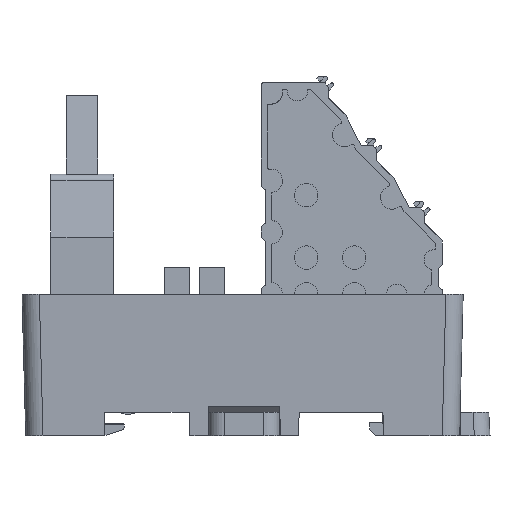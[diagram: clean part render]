
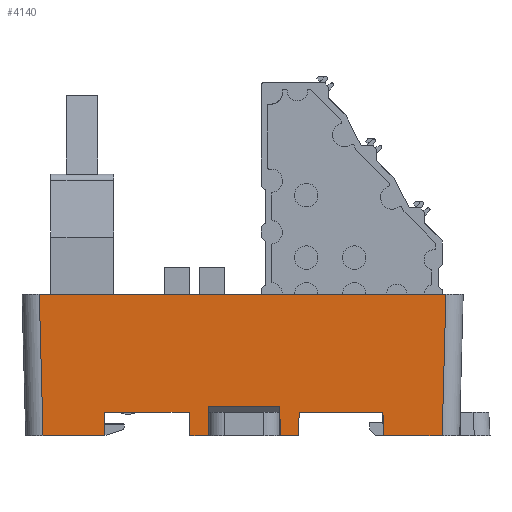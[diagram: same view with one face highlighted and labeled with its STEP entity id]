
A CAD part, left-side view. The second image highlights one B-rep face of the part: STEP entity #4140.
In plain terms, the highlighted planar face has unit normal (-1, 0, -0.026).
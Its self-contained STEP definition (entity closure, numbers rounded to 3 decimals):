
#2366=FACE_OUTER_BOUND('',#8345,.T.);
#4140=ADVANCED_FACE('',(#2366),#5968,.T.);
#5968=PLANE('',#37247);
#8345=EDGE_LOOP('',(#18470,#18471,#18472,#18473,#18474,#18475,#18476,#18477,
#18478,#18479,#18480,#18481,#18482,#18483,#18484,#18485));
#10410=LINE('',#49029,#14197);
#10450=LINE('',#49113,#14237);
#10586=LINE('',#49396,#14373);
#10594=LINE('',#49411,#14381);
#10602=LINE('',#49432,#14389);
#10625=LINE('',#49481,#14412);
#10645=LINE('',#49529,#14432);
#10652=LINE('',#49540,#14439);
#10653=LINE('',#49541,#14440);
#10654=LINE('',#49543,#14441);
#10655=LINE('',#49545,#14442);
#10656=LINE('',#49547,#14443);
#10657=LINE('',#49549,#14444);
#10658=LINE('',#49551,#14445);
#10659=LINE('',#49553,#14446);
#10660=LINE('',#49554,#14447);
#14197=VECTOR('',#39816,1.);
#14237=VECTOR('',#39860,1.);
#14373=VECTOR('',#40080,1.);
#14381=VECTOR('',#40092,1.);
#14389=VECTOR('',#40114,1.);
#14412=VECTOR('',#40151,1.);
#14432=VECTOR('',#40203,1.);
#14439=VECTOR('',#40218,1.);
#14440=VECTOR('',#40219,1.);
#14441=VECTOR('',#40220,1.);
#14442=VECTOR('',#40221,1.);
#14443=VECTOR('',#40222,1.);
#14444=VECTOR('',#40223,1.);
#14445=VECTOR('',#40224,1.);
#14446=VECTOR('',#40225,1.);
#14447=VECTOR('',#40226,1.);
#18470=ORIENTED_EDGE('',*,*,#31925,.T.);
#18471=ORIENTED_EDGE('',*,*,#31982,.T.);
#18472=ORIENTED_EDGE('',*,*,#31952,.T.);
#18473=ORIENTED_EDGE('',*,*,#31975,.F.);
#18474=ORIENTED_EDGE('',*,*,#31723,.T.);
#18475=ORIENTED_EDGE('',*,*,#31983,.F.);
#18476=ORIENTED_EDGE('',*,*,#31984,.F.);
#18477=ORIENTED_EDGE('',*,*,#31985,.T.);
#18478=ORIENTED_EDGE('',*,*,#31986,.F.);
#18479=ORIENTED_EDGE('',*,*,#31987,.T.);
#18480=ORIENTED_EDGE('',*,*,#31988,.F.);
#18481=ORIENTED_EDGE('',*,*,#31989,.T.);
#18482=ORIENTED_EDGE('',*,*,#31765,.T.);
#18483=ORIENTED_EDGE('',*,*,#31915,.T.);
#18484=ORIENTED_EDGE('',*,*,#31907,.T.);
#18485=ORIENTED_EDGE('',*,*,#31990,.T.);
#28294=VERTEX_POINT('',#49028);
#28295=VERTEX_POINT('',#49030);
#28336=VERTEX_POINT('',#49112);
#28337=VERTEX_POINT('',#49114);
#28441=VERTEX_POINT('',#49395);
#28442=VERTEX_POINT('',#49397);
#28452=VERTEX_POINT('',#49431);
#28453=VERTEX_POINT('',#49433);
#28471=VERTEX_POINT('',#49480);
#28472=VERTEX_POINT('',#49482);
#28484=VERTEX_POINT('',#49542);
#28485=VERTEX_POINT('',#49544);
#28486=VERTEX_POINT('',#49546);
#28487=VERTEX_POINT('',#49548);
#28488=VERTEX_POINT('',#49550);
#28489=VERTEX_POINT('',#49552);
#31723=EDGE_CURVE('',#28295,#28294,#10410,.T.);
#31765=EDGE_CURVE('',#28337,#28336,#10450,.T.);
#31907=EDGE_CURVE('',#28442,#28441,#10586,.T.);
#31915=EDGE_CURVE('',#28336,#28442,#10594,.T.);
#31925=EDGE_CURVE('',#28453,#28452,#10602,.T.);
#31952=EDGE_CURVE('',#28472,#28471,#10625,.T.);
#31975=EDGE_CURVE('',#28295,#28471,#10645,.T.);
#31982=EDGE_CURVE('',#28452,#28472,#10652,.T.);
#31983=EDGE_CURVE('',#28484,#28294,#10653,.T.);
#31984=EDGE_CURVE('',#28485,#28484,#10654,.T.);
#31985=EDGE_CURVE('',#28485,#28486,#10655,.T.);
#31986=EDGE_CURVE('',#28487,#28486,#10656,.T.);
#31987=EDGE_CURVE('',#28487,#28488,#10657,.T.);
#31988=EDGE_CURVE('',#28489,#28488,#10658,.T.);
#31989=EDGE_CURVE('',#28489,#28337,#10659,.T.);
#31990=EDGE_CURVE('',#28441,#28453,#10660,.T.);
#37247=AXIS2_PLACEMENT_3D('',#49555,#40227,#40228);
#39816=DIRECTION('',(0.,-1.,0.));
#39860=DIRECTION('',(0.,-1.,0.));
#40080=DIRECTION('',(0.,-1.,0.));
#40092=DIRECTION('',(0.026,-0.017,-1.));
#40114=DIRECTION('',(0.,1.,0.));
#40151=DIRECTION('',(0.,-1.,0.));
#40203=DIRECTION('',(0.026,0.017,-1.));
#40218=DIRECTION('',(0.026,-0.026,-0.999));
#40219=DIRECTION('',(-0.026,0.035,0.999));
#40220=DIRECTION('',(0.,1.,0.));
#40221=DIRECTION('',(-0.026,-0.009,1.));
#40222=DIRECTION('',(0.,1.,0.));
#40223=DIRECTION('',(0.026,-0.009,-1.));
#40224=DIRECTION('',(0.,1.,0.));
#40225=DIRECTION('',(-0.026,-0.035,0.999));
#40226=DIRECTION('',(-0.026,-0.026,0.999));
#40227=DIRECTION('',(-1.,0.,-0.026));
#40228=DIRECTION('',(0.026,0.,-1.));
#49028=CARTESIAN_POINT('',(-28.557,34.85,-15.));
#49029=CARTESIAN_POINT('',(-28.557,27.85,-15.));
#49030=CARTESIAN_POINT('',(-28.557,45.6,-15.));
#49112=CARTESIAN_POINT('',(-28.557,10.2,-15.));
#49113=CARTESIAN_POINT('',(-28.557,27.85,-15.));
#49114=CARTESIAN_POINT('',(-28.557,20.85,-15.));
#49395=CARTESIAN_POINT('',(-28.479,2.671,-18.));
#49396=CARTESIAN_POINT('',(-28.479,27.85,-18.));
#49397=CARTESIAN_POINT('',(-28.479,10.148,-18.));
#49411=CARTESIAN_POINT('',(-28.958,10.467,0.309));
#49431=CARTESIAN_POINT('',(-28.95,53.901,0.));
#49432=CARTESIAN_POINT('',(-28.95,28.35,0.));
#49433=CARTESIAN_POINT('',(-28.95,2.199,0.));
#49480=CARTESIAN_POINT('',(-28.479,45.652,-18.));
#49481=CARTESIAN_POINT('',(-28.479,28.35,-18.));
#49482=CARTESIAN_POINT('',(-28.479,53.429,-18.));
#49529=CARTESIAN_POINT('',(-28.526,45.621,-16.204));
#49540=CARTESIAN_POINT('',(-28.933,53.884,-0.66));
#49541=CARTESIAN_POINT('',(-28.526,34.808,-16.202));
#49542=CARTESIAN_POINT('',(-28.479,34.745,-18.));
#49543=CARTESIAN_POINT('',(-28.479,27.85,-18.));
#49544=CARTESIAN_POINT('',(-28.479,32.426,-18.));
#49545=CARTESIAN_POINT('',(-28.526,32.411,-16.204));
#49546=CARTESIAN_POINT('',(-28.576,32.394,-14.274));
#49547=CARTESIAN_POINT('',(-28.576,237.295,-14.274));
#49548=CARTESIAN_POINT('',(-28.576,23.306,-14.274));
#49549=CARTESIAN_POINT('',(-28.526,23.29,-16.204));
#49550=CARTESIAN_POINT('',(-28.479,23.274,-18.));
#49551=CARTESIAN_POINT('',(-28.479,27.85,-18.));
#49552=CARTESIAN_POINT('',(-28.479,20.955,-18.));
#49553=CARTESIAN_POINT('',(-28.943,20.336,-0.282));
#49554=CARTESIAN_POINT('',(-28.933,2.217,-0.66));
#49555=CARTESIAN_POINT('',(-28.95,28.35,-0.003));
